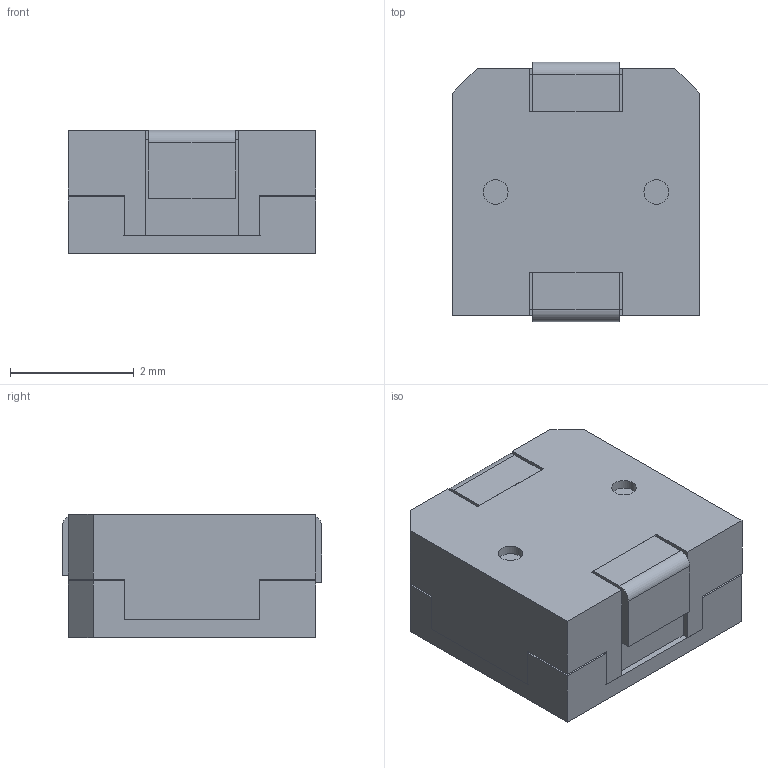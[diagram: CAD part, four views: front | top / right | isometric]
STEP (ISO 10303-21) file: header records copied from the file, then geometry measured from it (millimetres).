
FILE_DESCRIPTION(/* description */ (''),/* implementation_level */ '2;1');
FILE_NAME(/* name */ 'SMT-0440-T-HT-R.stp',/* time_stamp */ '2020-06-02T11:09:22-04:00',/* author */ ('VanDenBroek'),/* organization */ (''),/* preprocessor_version */ 'ST-DEVELOPER v16.1',/* originating_system */ 'Autodesk Inventor 2016',/* authorisation */ '');
FILE_SCHEMA (('AUTOMOTIVE_DESIGN { 1 0 10303 214 3 1 1 }'));
Length unit declared in the file: millimetre
Products named in the file (3): LET4020S¹Ç¼Ü; LET4020S¸Ç¿Ç19.12.11; SMT-0440-T-HT-R
Assembly tree (2 placements, depth 2):
  SMT-0440-T-HT-R
    LET4020S¹Ç¼Ü
    LET4020S¸Ç¿Ç19.12.11
Bounding box: 4 x 4.2 x 2 mm (x, y, z)
Volume: 31.3 mm3; surface area: 115 mm2
Topology: 4 solids, 4 shells, 116 faces, 312 edges, 208 vertices
Faces by surface type: plane 108, cylinder 8
Full cylindrical faces by diameter (mm): 0.4 x2, 0.6 x1, 1.2 x1
Entity records: 3715 total; most frequent: CARTESIAN_POINT 637, ORIENTED_EDGE 616, DIRECTION 566, EDGE_CURVE 308, LINE 292, VECTOR 292, VERTEX_POINT 208, AXIS2_PLACEMENT_3D 137
